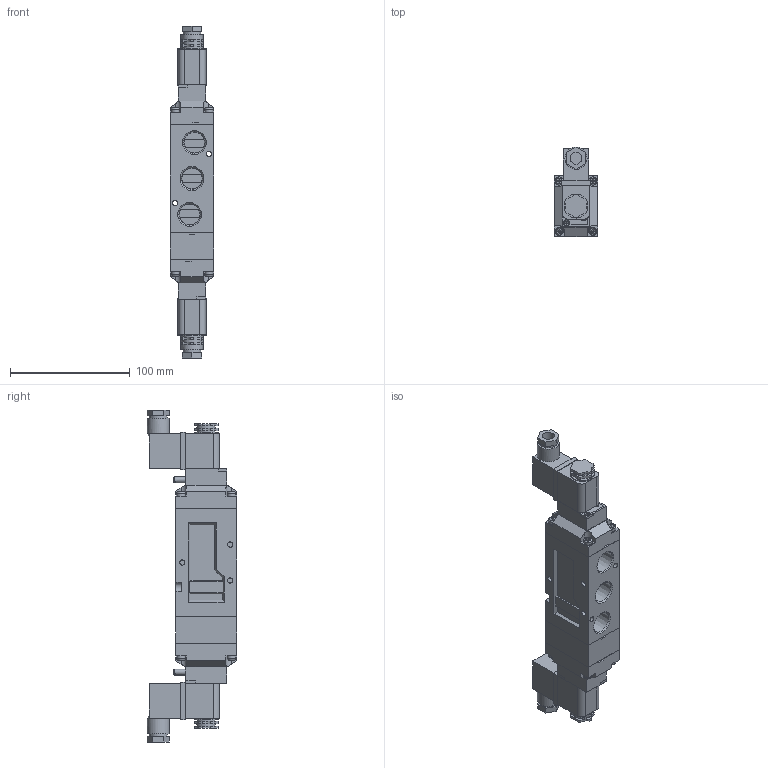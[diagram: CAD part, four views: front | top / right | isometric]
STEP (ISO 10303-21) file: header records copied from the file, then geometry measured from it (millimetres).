
FILE_DESCRIPTION(/* description */ (''),/* implementation_level */ '2;1');
FILE_NAME(/* name */ 'YPC-SF6503-IL.stp',/* time_stamp */ '2017-11-07T12:20:25+01:00',/* author */ (''),/* organization */ (''),/* preprocessor_version */ 'ST-DEVELOPER v15.2',/* originating_system */ 'Autodesk Translator Framework v2.0.0.5431',/* authorisation */ '');
FILE_SCHEMA (('AUTOMOTIVE_DESIGN { 1 0 10303 214 3 1 1 }'));
Length unit declared in the file: centimetre
Products named in the file (1): (Unsaved)
Bounding box: 36.5 x 74.7 x 277.1 mm (x, y, z)
Volume: 348246 mm3; surface area: 81023.1 mm2
Topology: 8 solids, 8 shells, 715 faces, 1850 edges, 1227 vertices
Faces by surface type: plane 526, cylinder 122, cone 59, torus 8
Full cylindrical faces by diameter (mm): 2 x4, 4.4 x2, 4.8 x2, 4.9 x8, 5 x8, 6.9 x8, 6.96 x2, 7.95 x2, 8.8 x4, 9 x2, 10 x2, 15 x2, 15.5 x4, 18.5 x2, 20 x2
Entity records: 20904 total; most frequent: CARTESIAN_POINT 4048, ORIENTED_EDGE 3384, DIRECTION 3354, EDGE_CURVE 1692, VERTEX_POINT 1184, LINE 1178, VECTOR 1178, AXIS2_PLACEMENT_3D 1088
